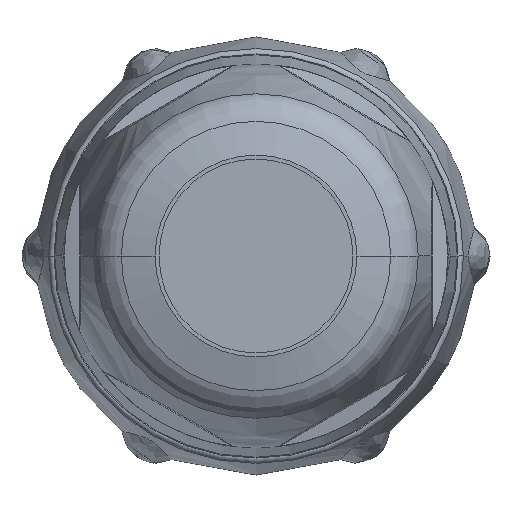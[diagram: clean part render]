
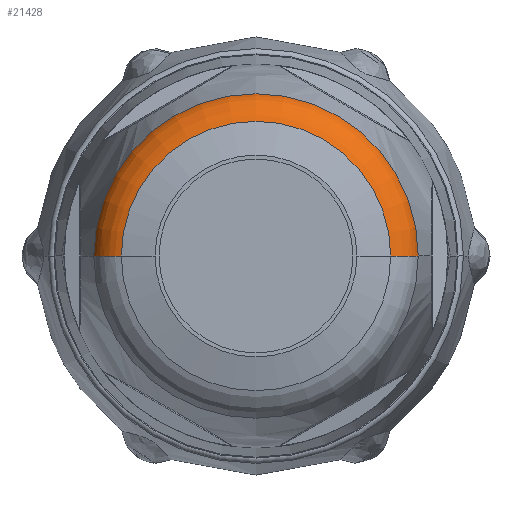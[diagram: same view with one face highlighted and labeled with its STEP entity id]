
A CAD part, front view. The second image highlights one B-rep face of the part: STEP entity #21428.
In plain terms, the highlighted toroidal (fillet/blend) face has major radius 9.078 mm and minor radius 3 mm.
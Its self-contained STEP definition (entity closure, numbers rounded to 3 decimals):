
#4590=CARTESIAN_POINT('',(0.,-58.325,0.));
#4591=DIRECTION('',(0.,1.,0.));
#4592=DIRECTION('',(-1.,0.,0.));
#4593=AXIS2_PLACEMENT_3D('',#4590,#4591,#4592);
#4595=CARTESIAN_POINT('',(-9.078,-57.485,0.));
#4596=DIRECTION('',(0.,0.,1.));
#4597=DIRECTION('',(-0.96,-0.28,0.));
#4598=AXIS2_PLACEMENT_3D('',#4595,#4596,#4597);
#4600=CARTESIAN_POINT('',(9.078,-57.485,0.));
#4601=DIRECTION('',(0.,0.,-1.));
#4602=DIRECTION('',(0.96,-0.28,0.));
#4603=AXIS2_PLACEMENT_3D('',#4600,#4601,#4602);
#4625=CARTESIAN_POINT('',(0.,-60.362,0.));
#4626=DIRECTION('',(0.,1.,0.));
#4627=DIRECTION('',(-1.,0.,0.));
#4628=AXIS2_PLACEMENT_3D('',#4625,#4626,#4627);
#15649=CARTESIAN_POINT('',(-11.958,-58.325,0.));
#15650=CARTESIAN_POINT('',(-9.929,-60.362,0.));
#15651=VERTEX_POINT('',#15649);
#15652=VERTEX_POINT('',#15650);
#15655=CARTESIAN_POINT('',(11.958,-58.325,0.));
#15656=CARTESIAN_POINT('',(9.929,-60.362,0.));
#15657=VERTEX_POINT('',#15655);
#15658=VERTEX_POINT('',#15656);
#21414=CARTESIAN_POINT('',(0.,-57.485,0.));
#21415=DIRECTION('',(0.,1.,0.));
#21416=DIRECTION('',(1.,0.,0.));
#21417=AXIS2_PLACEMENT_3D('',#21414,#21415,#21416);
#21418=TOROIDAL_SURFACE('',#21417,9.078,3.);
#21420=ORIENTED_EDGE('',*,*,#21419,.F.);
#21421=ORIENTED_EDGE('',*,*,#21370,.T.);
#21423=ORIENTED_EDGE('',*,*,#21422,.T.);
#21425=ORIENTED_EDGE('',*,*,#21424,.F.);
#21426=EDGE_LOOP('',(#21420,#21421,#21423,#21425));
#21427=FACE_OUTER_BOUND('',#21426,.F.);
#21428=ADVANCED_FACE('',(#21427),#21418,.T.);
#4594=CIRCLE('',#4593,11.958);
#4599=CIRCLE('',#4598,3.);
#4604=CIRCLE('',#4603,3.);
#4629=CIRCLE('',#4628,9.929);
#21370=EDGE_CURVE('',#15651,#15657,#4594,.T.);
#21419=EDGE_CURVE('',#15651,#15652,#4599,.T.);
#21422=EDGE_CURVE('',#15657,#15658,#4604,.T.);
#21424=EDGE_CURVE('',#15652,#15658,#4629,.T.);
